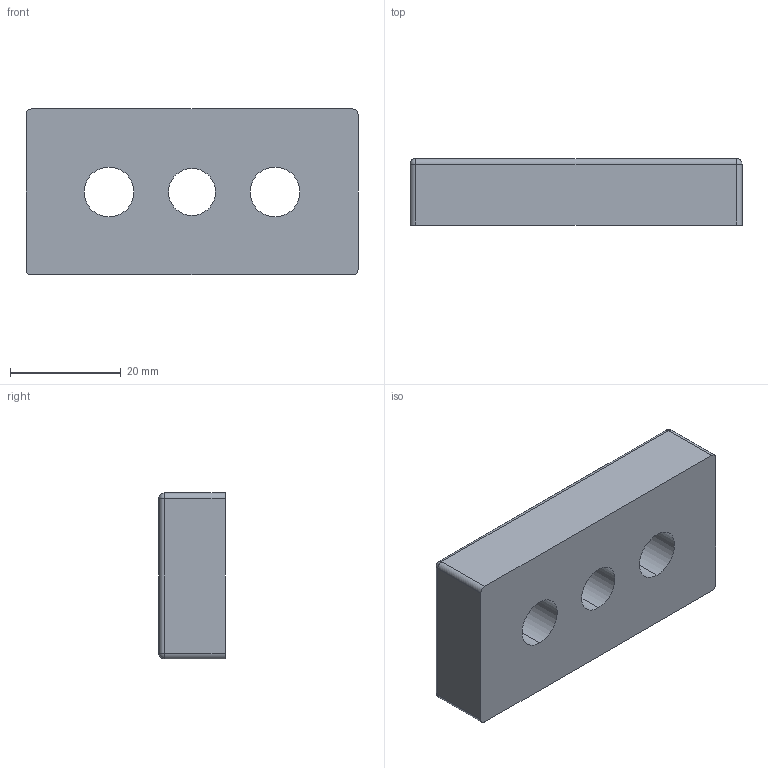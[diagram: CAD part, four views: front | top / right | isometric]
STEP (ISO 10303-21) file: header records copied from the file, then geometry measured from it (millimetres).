
FILE_DESCRIPTION (( 'STEP AP203' ), '1' );
FILE_NAME ('32-3060M10-0.STEP', '2022-01-07T22:36:04', ( '' ), ( '' ), 'SwSTEP 2.0', 'SolidWorks 2021', '' );
FILE_SCHEMA (( 'CONFIG_CONTROL_DESIGN' ));
Length unit declared in the file: millimetre
Products named in the file (1): 32-3060M10-0
Bounding box: 60 x 12 x 30 mm (x, y, z)
Volume: 18469.2 mm3; surface area: 6447.3 mm2
Topology: 1 solids, 1 shells, 30 faces, 70 edges, 40 vertices
Faces by surface type: cylinder 18, plane 8, sphere 4
Entity records: 919 total; most frequent: DIRECTION 164, CARTESIAN_POINT 137, ORIENTED_EDGE 132, AXIS2_PLACEMENT_3D 67, EDGE_CURVE 66, VERTEX_POINT 40, EDGE_LOOP 38, CIRCLE 36
